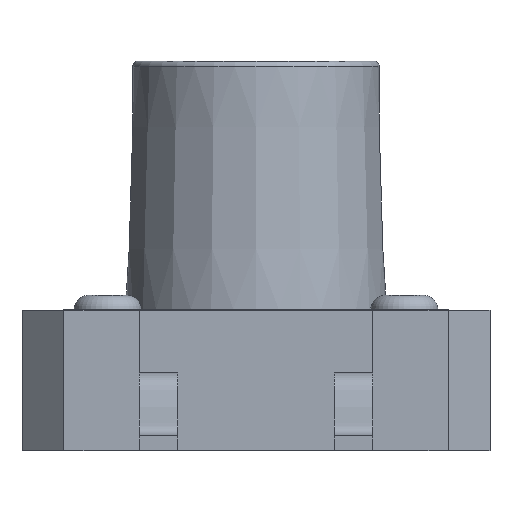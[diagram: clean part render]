
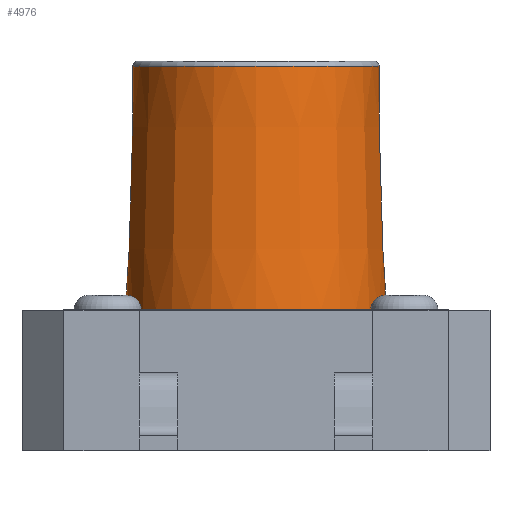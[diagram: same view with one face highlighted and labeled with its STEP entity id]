
A CAD part, left-side view. The second image highlights one B-rep face of the part: STEP entity #4976.
In plain terms, the highlighted conical face has half-angle 1.707 degrees and reference radius 3.162 mm.
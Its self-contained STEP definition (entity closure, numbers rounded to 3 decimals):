
#40=CONICAL_SURFACE('',#5224,3.162,0.03);
#46=CIRCLE('',#5207,3.352);
#55=CIRCLE('',#5225,3.166);
#617=ORIENTED_EDGE('',*,*,#1523,.T.);
#618=ORIENTED_EDGE('',*,*,#1514,.F.);
#1514=EDGE_CURVE('',#1989,#1989,#46,.T.);
#1523=EDGE_CURVE('',#1998,#1998,#55,.F.);
#1989=VERTEX_POINT('',#6401);
#1998=VERTEX_POINT('',#6428);
#2761=EDGE_LOOP('',(#617));
#2762=EDGE_LOOP('',(#618));
#3011=FACE_BOUND('',#2761,.T.);
#3012=FACE_BOUND('',#2762,.T.);
#4976=ADVANCED_FACE('',(#3011,#3012),#40,.T.);
#5207=AXIS2_PLACEMENT_3D('',#6400,#5518,#5519);
#5224=AXIS2_PLACEMENT_3D('',#6426,#5552,#5553);
#5225=AXIS2_PLACEMENT_3D('',#6427,#5554,#5555);
#5518=DIRECTION('',(0.,0.,-1.));
#5519=DIRECTION('',(-1.,0.,0.));
#5552=DIRECTION('',(0.,0.,-1.));
#5553=DIRECTION('',(-1.,0.,0.));
#5554=DIRECTION('',(0.,0.,1.));
#5555=DIRECTION('',(1.,0.,0.));
#6400=CARTESIAN_POINT('',(0.,0.,3.632));
#6401=CARTESIAN_POINT('',(-3.352,0.,3.632));
#6426=CARTESIAN_POINT('',(0.,0.,10.));
#6427=CARTESIAN_POINT('',(0.,0.,9.864));
#6428=CARTESIAN_POINT('',(3.166,0.,9.864));
